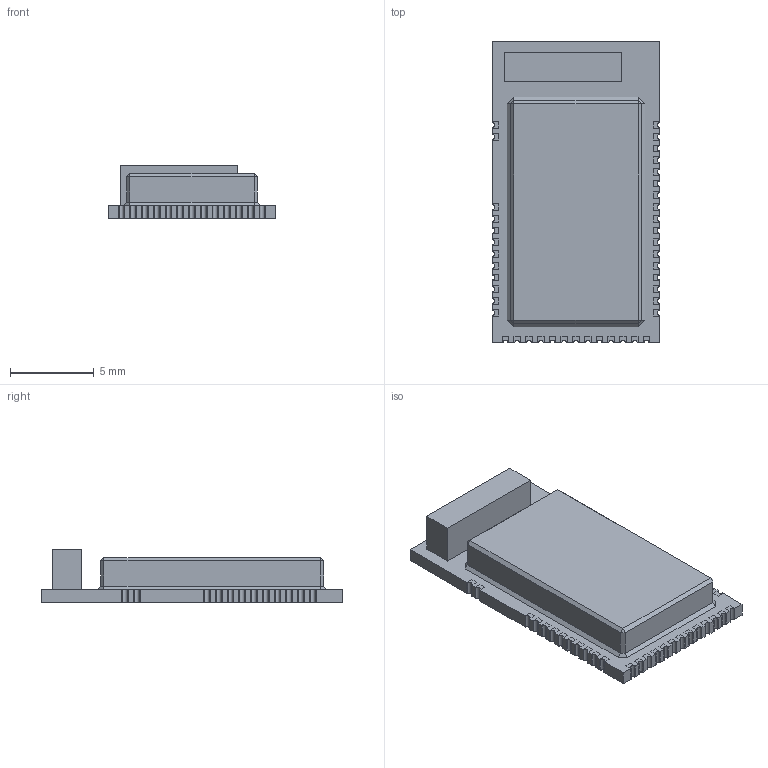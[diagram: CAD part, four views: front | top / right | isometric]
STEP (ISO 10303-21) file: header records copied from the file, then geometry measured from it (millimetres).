
FILE_DESCRIPTION(('FreeCAD Model'),'2;1');
FILE_NAME('Raytac-MDBT40.stp','2016-01-08T13:37:28',( 'Author'),(''),'Open CASCADE STEP processor 6.9','FreeCAD','Unknown' );
FILE_SCHEMA(('AUTOMOTIVE_DESIGN_CC2 { 1 2 10303 214 -1 1 5 4 }'));
Length unit declared in the file: millimetre
Products named in the file (2): ASSEMBLY; Raytac-MDBT40
Assembly tree (1 placements, depth 2):
  ASSEMBLY
    Raytac-MDBT40
Bounding box: 10 x 18 x 3.2 mm (x, y, z)
Volume: 369.2 mm3; surface area: 519.1 mm2
Topology: 1 solids, 1 shells, 288 faces, 832 edges, 548 vertices
Faces by surface type: plane 246, cylinder 42
Entity records: 22310 total; most frequent: CARTESIAN_POINT 3586, DIRECTION 3118, LINE 2328, VECTOR 2328, ORIENTED_EDGE 1664, PCURVE 1664, DEFINITIONAL_REPRESENTATION 1664, EDGE_CURVE 832
